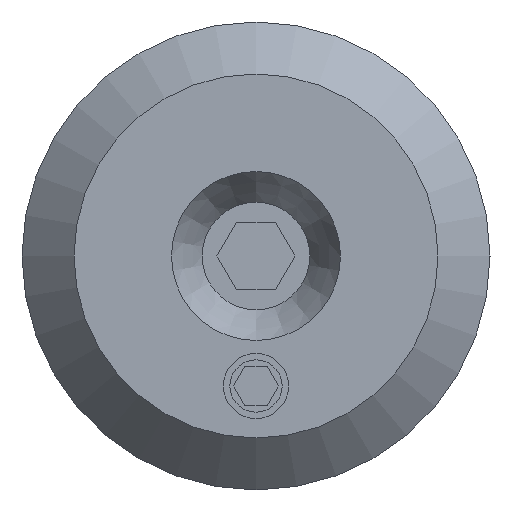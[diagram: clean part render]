
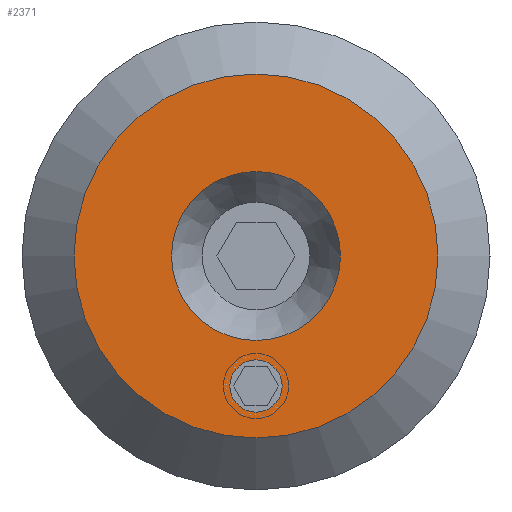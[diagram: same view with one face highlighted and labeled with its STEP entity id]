
A CAD part, left-side view. The second image highlights one B-rep face of the part: STEP entity #2371.
In plain terms, the highlighted planar face has unit normal (-1, 0, 0).
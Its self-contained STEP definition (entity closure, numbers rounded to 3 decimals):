
#107=PLANE('',#2816);
#247=CIRCLE('',#2817,1.007);
#248=CIRCLE('',#2818,3.25);
#249=CIRCLE('',#2819,7.);
#571=ORIENTED_EDGE('',*,*,#1076,.T.);
#572=ORIENTED_EDGE('',*,*,#1077,.T.);
#573=ORIENTED_EDGE('',*,*,#1078,.T.);
#1076=EDGE_CURVE('',#1349,#1349,#247,.T.);
#1077=EDGE_CURVE('',#1350,#1350,#248,.T.);
#1078=EDGE_CURVE('',#1351,#1351,#249,.T.);
#1349=VERTEX_POINT('',#4358);
#1350=VERTEX_POINT('',#4360);
#1351=VERTEX_POINT('',#4362);
#1748=EDGE_LOOP('',(#571));
#1749=EDGE_LOOP('',(#572));
#1750=EDGE_LOOP('',(#573));
#2069=FACE_BOUND('',#1748,.T.);
#2070=FACE_BOUND('',#1749,.T.);
#2071=FACE_BOUND('',#1750,.T.);
#2371=ADVANCED_FACE('',(#2069,#2070,#2071),#107,.T.);
#2816=AXIS2_PLACEMENT_3D('',#4356,#3287,#3288);
#2817=AXIS2_PLACEMENT_3D('',#4357,#3289,#3290);
#2818=AXIS2_PLACEMENT_3D('',#4359,#3291,#3292);
#2819=AXIS2_PLACEMENT_3D('',#4361,#3293,#3294);
#3287=DIRECTION('',(-1.,0.,0.));
#3288=DIRECTION('',(0.,0.,1.));
#3289=DIRECTION('',(1.,0.,0.));
#3290=DIRECTION('',(0.,0.,1.));
#3291=DIRECTION('',(1.,0.,0.));
#3292=DIRECTION('',(0.,0.,-1.));
#3293=DIRECTION('',(-1.,0.,0.));
#3294=DIRECTION('',(0.,0.,1.));
#4356=CARTESIAN_POINT('',(0.,0.,7.));
#4357=CARTESIAN_POINT('',(0.,0.,-5.));
#4358=CARTESIAN_POINT('',(0.,0.,-3.994));
#4359=CARTESIAN_POINT('',(0.,0.,0.));
#4360=CARTESIAN_POINT('',(0.,0.,-3.25));
#4361=CARTESIAN_POINT('',(0.,0.,0.));
#4362=CARTESIAN_POINT('',(0.,0.,7.));
